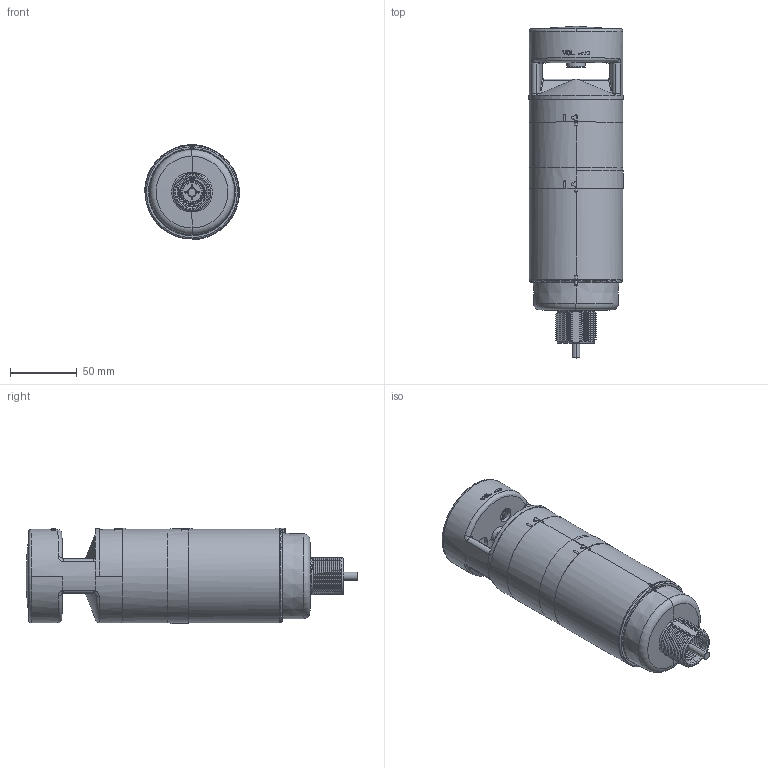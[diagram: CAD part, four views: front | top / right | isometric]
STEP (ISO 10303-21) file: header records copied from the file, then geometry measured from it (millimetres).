
FILE_DESCRIPTION((''),'2;1');
FILE_NAME('191423_ASM','2016-02-25T',('pdmadmin'),(''),'PRO/ENGINEER BY PARAMETRIC TECHNOLOGY CORPORATION, 2013230','PRO/ENGINEER BY PARAMETRIC TECHNOLOGY CORPORATION, 2013230','');
FILE_SCHEMA(('CONFIG_CONTROL_DESIGN'));
Length unit declared in the file: millimetre
Products named in the file (9): 180077; 190540; 183492; 183493; 180306; 180308; 62676; CABLE_592; 191423_ASM
Assembly tree (8 placements, depth 2):
  191423_ASM
    180077
    190540
    183492
    183493
    180306
    180308
    62676
    CABLE_592
Bounding box: 71 x 248.26 x 71.25 mm (x, y, z)
Volume: 214487.1 mm3; surface area: 148379.9 mm2
Topology: 8 solids, 10 shells, 1975 faces, 4761 edges, 2835 vertices
Faces by surface type: bspline 597, cylinder 511, plane 361, torus 193, cone 184, sphere 107, extrusion 22
Entity records: 109866 total; most frequent: CARTESIAN_POINT 68519, ORIENTED_EDGE 9502, DIRECTION 7384, EDGE_CURVE 4755, AXIS2_PLACEMENT_3D 3070, VERTEX_POINT 2835, EDGE_LOOP 2072, FACE_OUTER_BOUND 1975
